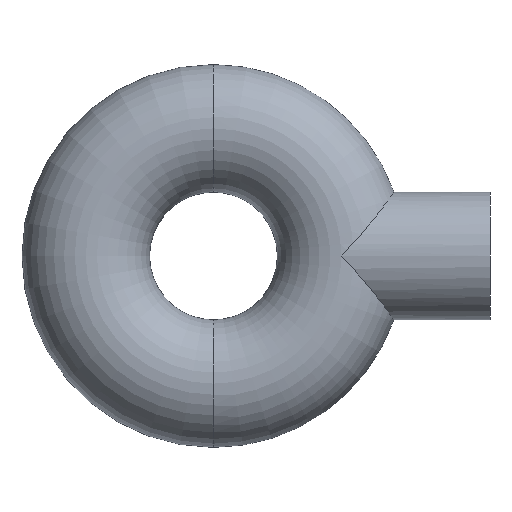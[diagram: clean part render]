
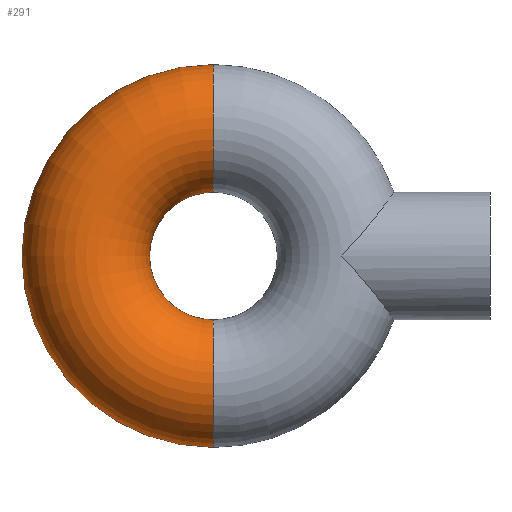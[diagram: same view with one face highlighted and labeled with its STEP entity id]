
A CAD part, left-side view. The second image highlights one B-rep face of the part: STEP entity #291.
In plain terms, the highlighted toroidal (fillet/blend) face has major radius 3 mm and minor radius 1.5 mm.
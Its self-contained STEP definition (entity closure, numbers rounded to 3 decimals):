
#31 = CIRCLE ( 'NONE', #152, 1.5 ) ;
#32 = DIRECTION ( 'NONE',  ( 0., 0., 1. ) ) ;
#35 = VERTEX_POINT ( 'NONE', #149 ) ;
#36 = TOROIDAL_SURFACE ( 'NONE', #204, 3., 1.5 ) ;
#47 = DIRECTION ( 'NONE',  ( 0., -1., 0. ) ) ;
#55 = DIRECTION ( 'NONE',  ( -1., 0., 0. ) ) ;
#68 = ORIENTED_EDGE ( 'NONE', *, *, #274, .F. ) ;
#69 = CARTESIAN_POINT ( 'NONE',  ( 0., 6.5, -3. ) ) ;
#73 = FACE_OUTER_BOUND ( 'NONE', #275, .T. ) ;
#74 = CARTESIAN_POINT ( 'NONE',  ( 0., 6.5, 0. ) ) ;
#80 = VERTEX_POINT ( 'NONE', #173 ) ;
#81 = AXIS2_PLACEMENT_3D ( 'NONE', #74, #138, #32 ) ;
#83 = ORIENTED_EDGE ( 'NONE', *, *, #98, .F. ) ;
#93 = CIRCLE ( 'NONE', #262, 1.5 ) ;
#98 = EDGE_CURVE ( 'NONE', #108, #35, #101, .T. ) ;
#101 = CIRCLE ( 'NONE', #117, 1.5 ) ;
#108 = VERTEX_POINT ( 'NONE', #187 ) ;
#110 = DIRECTION ( 'NONE',  ( -1., 0., 0. ) ) ;
#111 = CARTESIAN_POINT ( 'NONE',  ( 0., 6.5, 0. ) ) ;
#114 = DIRECTION ( 'NONE',  ( 0., 1., 0. ) ) ;
#117 = AXIS2_PLACEMENT_3D ( 'NONE', #259, #55, #144 ) ;
#132 = EDGE_CURVE ( 'NONE', #155, #35, #31, .T. ) ;
#136 = DIRECTION ( 'NONE',  ( 0., 0., 1. ) ) ;
#137 = DIRECTION ( 'NONE',  ( 0., 0., 1. ) ) ;
#138 = DIRECTION ( 'NONE',  ( -1., 0., 0. ) ) ;
#144 = DIRECTION ( 'NONE',  ( 0., 0., 1. ) ) ;
#149 = CARTESIAN_POINT ( 'NONE',  ( 0., 6.5, -1.5 ) ) ;
#152 = AXIS2_PLACEMENT_3D ( 'NONE', #69, #114, #137 ) ;
#155 = VERTEX_POINT ( 'NONE', #247 ) ;
#158 = CARTESIAN_POINT ( 'NONE',  ( 0., 6.5, 3. ) ) ;
#166 = EDGE_CURVE ( 'NONE', #80, #155, #290, .T. ) ;
#173 = CARTESIAN_POINT ( 'NONE',  ( 0., 6.5, 4.5 ) ) ;
#187 = CARTESIAN_POINT ( 'NONE',  ( 0., 6.5, 1.5 ) ) ;
#204 = AXIS2_PLACEMENT_3D ( 'NONE', #111, #110, #136 ) ;
#228 = ORIENTED_EDGE ( 'NONE', *, *, #166, .T. ) ;
#247 = CARTESIAN_POINT ( 'NONE',  ( 0., 6.5, -4.5 ) ) ;
#259 = CARTESIAN_POINT ( 'NONE',  ( 0., 6.5, 0. ) ) ;
#262 = AXIS2_PLACEMENT_3D ( 'NONE', #158, #47, #278 ) ;
#270 = ORIENTED_EDGE ( 'NONE', *, *, #132, .T. ) ;
#274 = EDGE_CURVE ( 'NONE', #80, #108, #93, .T. ) ;
#275 = EDGE_LOOP ( 'NONE', ( #68, #228, #270, #83 ) ) ;
#278 = DIRECTION ( 'NONE',  ( 0., 0., -1. ) ) ;
#290 = CIRCLE ( 'NONE', #81, 4.5 ) ;
#291 = ADVANCED_FACE ( 'NONE', ( #73 ), #36, .T. ) ;
